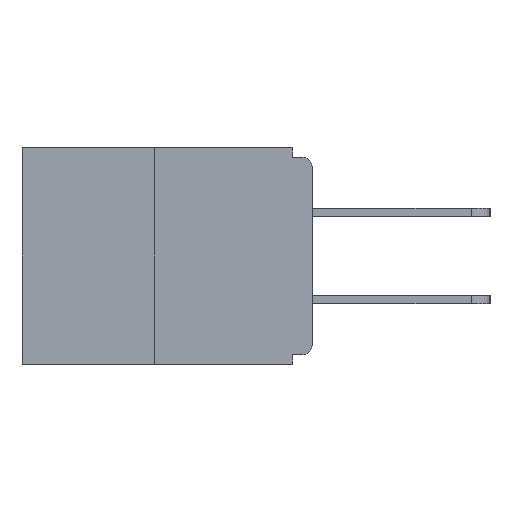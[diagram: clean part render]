
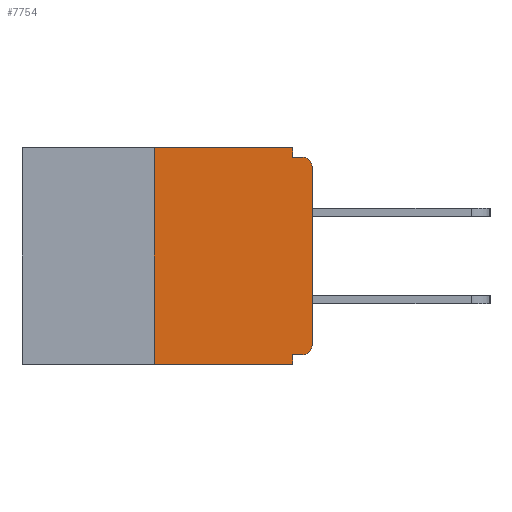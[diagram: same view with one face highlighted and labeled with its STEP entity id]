
A CAD part, left-side view. The second image highlights one B-rep face of the part: STEP entity #7754.
In plain terms, the highlighted planar face has unit normal (-1, 0, 0).
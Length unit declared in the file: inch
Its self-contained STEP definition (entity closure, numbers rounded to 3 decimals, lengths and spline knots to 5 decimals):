
#231 = LINE ( 'NONE', #7836, #6797 ) ;
#696 = CARTESIAN_POINT ( 'NONE',  ( 0., 0.46, -0.343 ) ) ;
#1316 = LINE ( 'NONE', #16129, #13644 ) ;
#2279 = CARTESIAN_POINT ( 'NONE',  ( 0., 0.46, 0. ) ) ;
#2350 = EDGE_CURVE ( 'NONE', #9374, #15405, #11727, .T. ) ;
#2503 = ORIENTED_EDGE ( 'NONE', *, *, #2350, .F. ) ;
#2591 = ORIENTED_EDGE ( 'NONE', *, *, #6371, .T. ) ;
#2971 = EDGE_CURVE ( 'NONE', #18790, #9374, #20081, .T. ) ;
#3153 = DIRECTION ( 'NONE',  ( 0., 0., -1. ) ) ;
#3372 = VERTEX_POINT ( 'NONE', #16243 ) ;
#3676 = DIRECTION ( 'NONE',  ( 0., 0., -1. ) ) ;
#3889 = DIRECTION ( 'NONE',  ( 0., 0., 1. ) ) ;
#4652 = CARTESIAN_POINT ( 'NONE',  ( 0., 0.015, -0.313 ) ) ;
#4892 = EDGE_CURVE ( 'NONE', #6101, #17687, #19333, .T. ) ;
#4927 = ORIENTED_EDGE ( 'NONE', *, *, #7360, .T. ) ;
#5203 = CARTESIAN_POINT ( 'NONE',  ( 0., 0.015, -0.015 ) ) ;
#5206 = LINE ( 'NONE', #11706, #7805 ) ;
#5852 = VECTOR ( 'NONE', #13716, 39.37008 ) ;
#5907 = ORIENTED_EDGE ( 'NONE', *, *, #20279, .F. ) ;
#6101 = VERTEX_POINT ( 'NONE', #7813 ) ;
#6191 = PLANE ( 'NONE',  #17098 ) ;
#6371 = EDGE_CURVE ( 'NONE', #17687, #13364, #17137, .T. ) ;
#6797 = VECTOR ( 'NONE', #17615, 39.37008 ) ;
#6927 = EDGE_CURVE ( 'NONE', #15405, #20590, #1316, .T. ) ;
#7277 = CARTESIAN_POINT ( 'NONE',  ( 0., 0., -0.313 ) ) ;
#7360 = EDGE_CURVE ( 'NONE', #13364, #20590, #11325, .T. ) ;
#7716 = DIRECTION ( 'NONE',  ( 0., 0., -1. ) ) ;
#7754 = ADVANCED_FACE ( 'NONE', ( #15761 ), #6191, .F. ) ;
#7805 = VECTOR ( 'NONE', #10123, 39.37008 ) ;
#7813 = CARTESIAN_POINT ( 'NONE',  ( 0., 0.015, -0.328 ) ) ;
#7836 = CARTESIAN_POINT ( 'NONE',  ( 0., 0.031, -0.343 ) ) ;
#8009 = CARTESIAN_POINT ( 'NONE',  ( 0., 0.25, 0. ) ) ;
#8017 = CARTESIAN_POINT ( 'NONE',  ( 0., 0.015, -0.03 ) ) ;
#8414 = LINE ( 'NONE', #696, #13915 ) ;
#8667 = CARTESIAN_POINT ( 'NONE',  ( 0., 0.031, -0.328 ) ) ;
#8942 = DIRECTION ( 'NONE',  ( 0., -1., 0. ) ) ;
#9244 = DIRECTION ( 'NONE',  ( 0., 0., -1. ) ) ;
#9374 = VERTEX_POINT ( 'NONE', #13511 ) ;
#9571 = VERTEX_POINT ( 'NONE', #19875 ) ;
#9642 = EDGE_CURVE ( 'NONE', #6101, #19754, #5206, .T. ) ;
#9939 = CARTESIAN_POINT ( 'NONE',  ( 0., 0.25, 0. ) ) ;
#10123 = DIRECTION ( 'NONE',  ( 0., 1., 0. ) ) ;
#10179 = EDGE_CURVE ( 'NONE', #19754, #9571, #231, .T. ) ;
#10684 = ORIENTED_EDGE ( 'NONE', *, *, #10179, .F. ) ;
#10826 = ORIENTED_EDGE ( 'NONE', *, *, #9642, .F. ) ;
#11151 = DIRECTION ( 'NONE',  ( -1., 0., 0. ) ) ;
#11245 = DIRECTION ( 'NONE',  ( -1., 0., 0. ) ) ;
#11325 = CIRCLE ( 'NONE', #16738, 0.015 ) ;
#11706 = CARTESIAN_POINT ( 'NONE',  ( 0., 0., -0.328 ) ) ;
#11727 = LINE ( 'NONE', #18207, #12084 ) ;
#11946 = LINE ( 'NONE', #9939, #14237 ) ;
#12084 = VECTOR ( 'NONE', #3676, 39.37008 ) ;
#13043 = DIRECTION ( 'NONE',  ( 0., -1., 0. ) ) ;
#13364 = VERTEX_POINT ( 'NONE', #17296 ) ;
#13511 = CARTESIAN_POINT ( 'NONE',  ( 0., 0.031, 0. ) ) ;
#13644 = VECTOR ( 'NONE', #13043, 39.37008 ) ;
#13716 = DIRECTION ( 'NONE',  ( 0., 0., 1. ) ) ;
#13915 = VECTOR ( 'NONE', #19675, 39.37008 ) ;
#14023 = CARTESIAN_POINT ( 'NONE',  ( 0., 0.031, -0.015 ) ) ;
#14237 = VECTOR ( 'NONE', #3889, 39.37008 ) ;
#15048 = ORIENTED_EDGE ( 'NONE', *, *, #15174, .T. ) ;
#15174 = EDGE_CURVE ( 'NONE', #3372, #9571, #8414, .T. ) ;
#15405 = VERTEX_POINT ( 'NONE', #14023 ) ;
#15761 = FACE_OUTER_BOUND ( 'NONE', #18427, .T. ) ;
#15981 = DIRECTION ( 'NONE',  ( 1., 0., 0. ) ) ;
#16129 = CARTESIAN_POINT ( 'NONE',  ( 0., 0., -0.015 ) ) ;
#16243 = CARTESIAN_POINT ( 'NONE',  ( 0., 0.25, -0.343 ) ) ;
#16738 = AXIS2_PLACEMENT_3D ( 'NONE', #8017, #11245, #7716 ) ;
#17098 = AXIS2_PLACEMENT_3D ( 'NONE', #17683, #15981, #3153 ) ;
#17137 = LINE ( 'NONE', #17445, #5852 ) ;
#17195 = ORIENTED_EDGE ( 'NONE', *, *, #6927, .F. ) ;
#17296 = CARTESIAN_POINT ( 'NONE',  ( 0., 0., -0.03 ) ) ;
#17351 = VECTOR ( 'NONE', #8942, 39.37008 ) ;
#17445 = CARTESIAN_POINT ( 'NONE',  ( 0., 0., 0. ) ) ;
#17480 = ORIENTED_EDGE ( 'NONE', *, *, #2971, .F. ) ;
#17615 = DIRECTION ( 'NONE',  ( 0., 0., -1. ) ) ;
#17683 = CARTESIAN_POINT ( 'NONE',  ( 0., 0.46, 0. ) ) ;
#17687 = VERTEX_POINT ( 'NONE', #7277 ) ;
#18207 = CARTESIAN_POINT ( 'NONE',  ( 0., 0.031, 0. ) ) ;
#18427 = EDGE_LOOP ( 'NONE', ( #17480, #5907, #15048, #10684, #10826, #20508, #2591, #4927, #17195, #2503 ) ) ;
#18790 = VERTEX_POINT ( 'NONE', #8009 ) ;
#19333 = CIRCLE ( 'NONE', #19671, 0.015 ) ;
#19671 = AXIS2_PLACEMENT_3D ( 'NONE', #4652, #11151, #9244 ) ;
#19675 = DIRECTION ( 'NONE',  ( 0., -1., 0. ) ) ;
#19754 = VERTEX_POINT ( 'NONE', #8667 ) ;
#19875 = CARTESIAN_POINT ( 'NONE',  ( 0., 0.031, -0.343 ) ) ;
#20081 = LINE ( 'NONE', #2279, #17351 ) ;
#20279 = EDGE_CURVE ( 'NONE', #3372, #18790, #11946, .T. ) ;
#20508 = ORIENTED_EDGE ( 'NONE', *, *, #4892, .T. ) ;
#20590 = VERTEX_POINT ( 'NONE', #5203 ) ;
